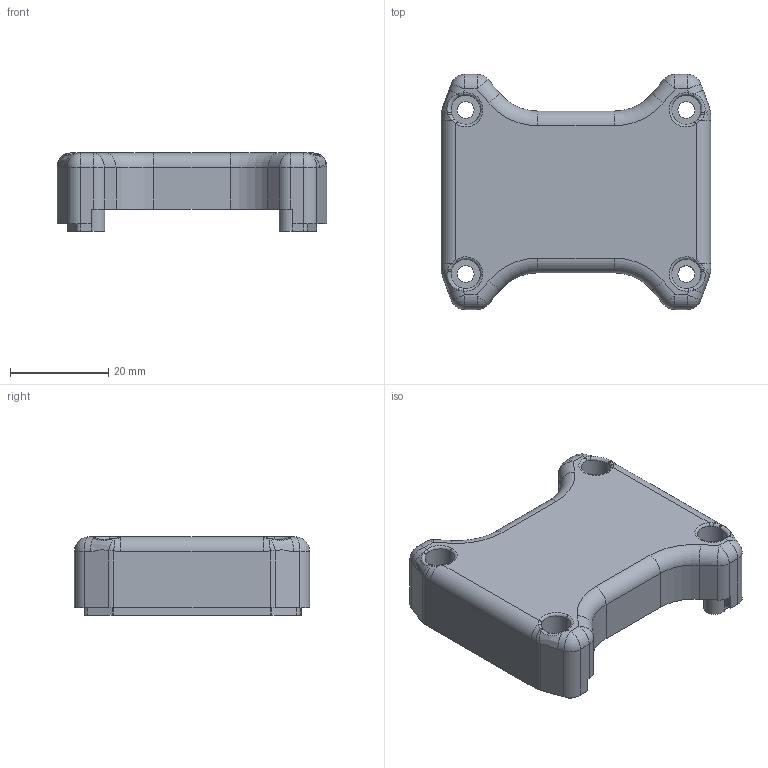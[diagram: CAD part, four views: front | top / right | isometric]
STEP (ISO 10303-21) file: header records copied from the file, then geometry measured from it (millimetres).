
FILE_DESCRIPTION (( 'STEP AP203' ), '1' );
FILE_NAME ('GripMeter_new_back_hosuing_leg.STEP', '2023-02-13T17:28:31', ( '' ), ( '' ), 'SwSTEP 2.0', 'SolidWorks 2017', '' );
FILE_SCHEMA (( 'CONFIG_CONTROL_DESIGN' ));
Length unit declared in the file: millimetre
Products named in the file (1): GripMeter_new_back_hosuing_leg
Bounding box: 55 x 48 x 16 mm (x, y, z)
Volume: 12420.7 mm3; surface area: 9483.7 mm2
Topology: 1 solids, 1 shells, 224 faces, 590 edges, 356 vertices
Faces by surface type: cylinder 82, plane 64, bspline 56, sphere 12, torus 10
Entity records: 8783 total; most frequent: CARTESIAN_POINT 3543, ORIENTED_EDGE 1164, DIRECTION 984, EDGE_CURVE 582, AXIS2_PLACEMENT_3D 369, VERTEX_POINT 356, LINE 246, VECTOR 246
